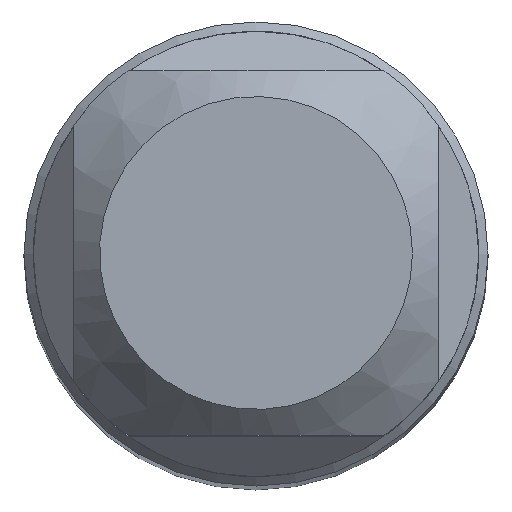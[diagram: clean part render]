
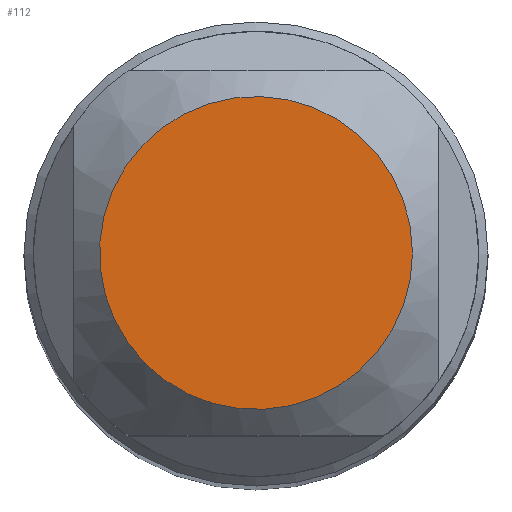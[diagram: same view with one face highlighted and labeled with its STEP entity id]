
A CAD part, top view. The second image highlights one B-rep face of the part: STEP entity #112.
In plain terms, the highlighted planar face has unit normal (0, 0, 1).
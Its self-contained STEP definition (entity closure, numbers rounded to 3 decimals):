
#43=PLANE('',#447);
#55=FACE_OUTER_BOUND('',#182,.T.);
#112=ADVANCED_FACE('',(#55),#43,.F.);
#182=EDGE_LOOP('',(#244));
#244=ORIENTED_EDGE('',*,*,#316,.T.);
#284=VERTEX_POINT('',#622);
#316=EDGE_CURVE('',#284,#284,#355,.T.);
#355=CIRCLE('',#423,2.36);
#423=AXIS2_PLACEMENT_3D('',#621,#483,#484);
#447=AXIS2_PLACEMENT_3D('',#701,#539,#540);
#483=DIRECTION('',(0.,0.,1.));
#484=DIRECTION('',(1.,0.,0.));
#539=DIRECTION('',(0.,0.,-1.));
#540=DIRECTION('',(-1.,0.,0.));
#621=CARTESIAN_POINT('',(0.,0.,0.));
#622=CARTESIAN_POINT('',(2.36,0.,0.));
#701=CARTESIAN_POINT('',(3.7,0.,0.));
